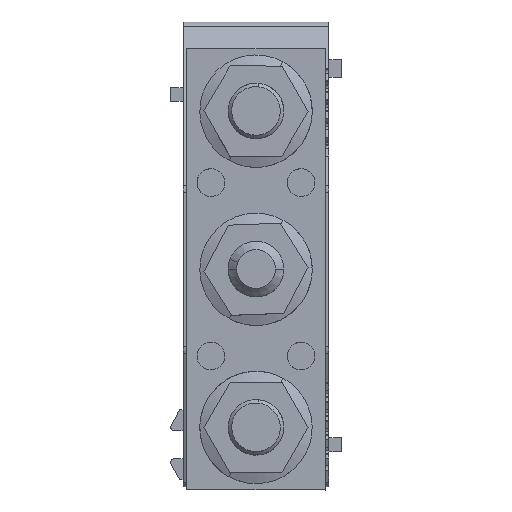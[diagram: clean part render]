
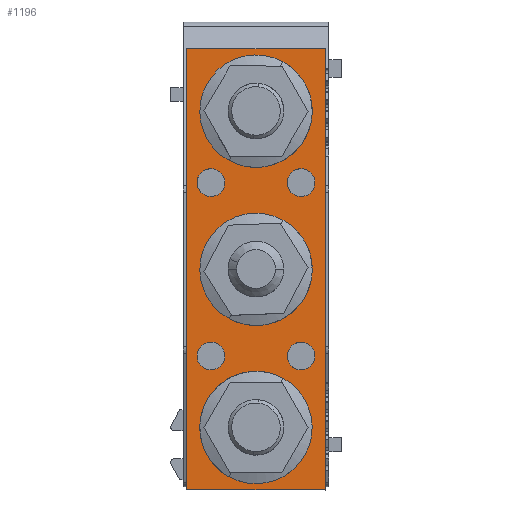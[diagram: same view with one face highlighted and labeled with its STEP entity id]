
A CAD part, top view. The second image highlights one B-rep face of the part: STEP entity #1196.
In plain terms, the highlighted planar face has unit normal (0, 0, 1).
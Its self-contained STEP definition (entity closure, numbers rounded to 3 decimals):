
#922=AXIS2_PLACEMENT_3D('Circle Axis2P3D',#920,#921,$) ;
#990=AXIS2_PLACEMENT_3D('Circle Axis2P3D',#988,#989,$) ;
#1053=AXIS2_PLACEMENT_3D('Circle Axis2P3D',#1051,#1052,$) ;
#1076=AXIS2_PLACEMENT_3D('Plane Axis2P3D',#1073,#1074,#1075) ;
#1114=AXIS2_PLACEMENT_3D('Circle Axis2P3D',#1112,#1113,$) ;
#1123=AXIS2_PLACEMENT_3D('Circle Axis2P3D',#1121,#1122,$) ;
#1132=AXIS2_PLACEMENT_3D('Circle Axis2P3D',#1130,#1131,$) ;
#1141=AXIS2_PLACEMENT_3D('Circle Axis2P3D',#1139,#1140,$) ;
#1150=AXIS2_PLACEMENT_3D('Circle Axis2P3D',#1148,#1149,$) ;
#1159=AXIS2_PLACEMENT_3D('Circle Axis2P3D',#1157,#1158,$) ;
#1168=AXIS2_PLACEMENT_3D('Circle Axis2P3D',#1166,#1167,$) ;
#1177=AXIS2_PLACEMENT_3D('Circle Axis2P3D',#1175,#1176,$) ;
#880=CARTESIAN_POINT('Control Point',(4.841,42.545,36.55)) ;
#881=CARTESIAN_POINT('Control Point',(4.29,42.846,36.55)) ;
#882=CARTESIAN_POINT('Control Point',(3.857,43.364,36.55)) ;
#883=CARTESIAN_POINT('Control Point',(3.659,44.038,36.55)) ;
#884=CARTESIAN_POINT('Control Point',(3.828,45.377,36.55)) ;
#885=CARTESIAN_POINT('Control Point',(4.864,46.243,36.55)) ;
#886=CARTESIAN_POINT('Control Point',(5.538,46.441,36.55)) ;
#887=CARTESIAN_POINT('Control Point',(6.207,46.356,36.55)) ;
#888=CARTESIAN_POINT('Control Point',(6.759,46.055,36.55)) ;
#889=CARTESIAN_POINT('Vertex',(6.759,46.055,36.55)) ;
#891=CARTESIAN_POINT('Vertex',(4.841,42.545,36.55)) ;
#920=CARTESIAN_POINT('Axis2P3D Location',(5.8,44.3,36.55)) ;
#948=CARTESIAN_POINT('Control Point',(17.841,17.545,36.55)) ;
#949=CARTESIAN_POINT('Control Point',(17.29,17.846,36.55)) ;
#950=CARTESIAN_POINT('Control Point',(16.857,18.364,36.55)) ;
#951=CARTESIAN_POINT('Control Point',(16.659,19.038,36.55)) ;
#952=CARTESIAN_POINT('Control Point',(16.828,20.377,36.55)) ;
#953=CARTESIAN_POINT('Control Point',(17.864,21.243,36.55)) ;
#954=CARTESIAN_POINT('Control Point',(18.538,21.441,36.55)) ;
#955=CARTESIAN_POINT('Control Point',(19.207,21.356,36.55)) ;
#956=CARTESIAN_POINT('Control Point',(19.759,21.055,36.55)) ;
#957=CARTESIAN_POINT('Vertex',(19.759,21.055,36.55)) ;
#959=CARTESIAN_POINT('Vertex',(17.841,17.545,36.55)) ;
#988=CARTESIAN_POINT('Axis2P3D Location',(18.8,19.3,36.55)) ;
#1011=CARTESIAN_POINT('Control Point',(17.841,42.545,36.55)) ;
#1012=CARTESIAN_POINT('Control Point',(17.29,42.846,36.55)) ;
#1013=CARTESIAN_POINT('Control Point',(16.857,43.364,36.55)) ;
#1014=CARTESIAN_POINT('Control Point',(16.659,44.038,36.55)) ;
#1015=CARTESIAN_POINT('Control Point',(16.828,45.377,36.55)) ;
#1016=CARTESIAN_POINT('Control Point',(17.864,46.243,36.55)) ;
#1017=CARTESIAN_POINT('Control Point',(18.538,46.441,36.55)) ;
#1018=CARTESIAN_POINT('Control Point',(19.207,46.356,36.55)) ;
#1019=CARTESIAN_POINT('Control Point',(19.759,46.055,36.55)) ;
#1020=CARTESIAN_POINT('Vertex',(19.759,46.055,36.55)) ;
#1022=CARTESIAN_POINT('Vertex',(17.841,42.545,36.55)) ;
#1051=CARTESIAN_POINT('Axis2P3D Location',(18.8,44.3,36.55)) ;
#1073=CARTESIAN_POINT('Axis2P3D Location',(12.3,31.8,36.55)) ;
#1078=CARTESIAN_POINT('Line Origine',(22.3,31.8,36.55)) ;
#1082=CARTESIAN_POINT('Vertex',(22.3,0.,36.55)) ;
#1084=CARTESIAN_POINT('Vertex',(22.3,63.6,36.55)) ;
#1087=CARTESIAN_POINT('Line Origine',(12.3,63.6,36.55)) ;
#1091=CARTESIAN_POINT('Vertex',(2.3,63.6,36.55)) ;
#1094=CARTESIAN_POINT('Line Origine',(2.3,31.8,36.55)) ;
#1098=CARTESIAN_POINT('Vertex',(2.3,0.,36.55)) ;
#1101=CARTESIAN_POINT('Line Origine',(12.3,0.,36.55)) ;
#1112=CARTESIAN_POINT('Axis2P3D Location',(12.3,54.6,36.55)) ;
#1116=CARTESIAN_POINT('Vertex',(16.183,61.708,36.55)) ;
#1118=CARTESIAN_POINT('Vertex',(8.417,47.492,36.55)) ;
#1121=CARTESIAN_POINT('Axis2P3D Location',(12.3,54.6,36.55)) ;
#1130=CARTESIAN_POINT('Axis2P3D Location',(12.3,9.,36.55)) ;
#1134=CARTESIAN_POINT('Vertex',(16.183,16.108,36.55)) ;
#1136=CARTESIAN_POINT('Vertex',(8.417,1.892,36.55)) ;
#1139=CARTESIAN_POINT('Axis2P3D Location',(12.3,9.,36.55)) ;
#1148=CARTESIAN_POINT('Axis2P3D Location',(12.3,31.8,36.55)) ;
#1152=CARTESIAN_POINT('Vertex',(16.183,38.908,36.55)) ;
#1154=CARTESIAN_POINT('Vertex',(8.417,24.692,36.55)) ;
#1157=CARTESIAN_POINT('Axis2P3D Location',(12.3,31.8,36.55)) ;
#1166=CARTESIAN_POINT('Axis2P3D Location',(5.8,19.3,36.55)) ;
#1170=CARTESIAN_POINT('Vertex',(4.841,17.545,36.55)) ;
#1172=CARTESIAN_POINT('Vertex',(6.759,21.055,36.55)) ;
#1175=CARTESIAN_POINT('Axis2P3D Location',(5.8,19.3,36.55)) ;
#921=DIRECTION('Axis2P3D Direction',(0.,0.,-1.)) ;
#989=DIRECTION('Axis2P3D Direction',(0.,0.,-1.)) ;
#1052=DIRECTION('Axis2P3D Direction',(0.,0.,-1.)) ;
#1074=DIRECTION('Axis2P3D Direction',(0.,0.,1.)) ;
#1075=DIRECTION('Axis2P3D XDirection',(0.,-1.,0.)) ;
#1079=DIRECTION('Vector Direction',(0.,-1.,0.)) ;
#1088=DIRECTION('Vector Direction',(1.,0.,0.)) ;
#1095=DIRECTION('Vector Direction',(0.,1.,0.)) ;
#1102=DIRECTION('Vector Direction',(-1.,0.,0.)) ;
#1113=DIRECTION('Axis2P3D Direction',(0.,0.,1.)) ;
#1122=DIRECTION('Axis2P3D Direction',(0.,0.,1.)) ;
#1131=DIRECTION('Axis2P3D Direction',(0.,0.,1.)) ;
#1140=DIRECTION('Axis2P3D Direction',(0.,0.,1.)) ;
#1149=DIRECTION('Axis2P3D Direction',(0.,0.,1.)) ;
#1158=DIRECTION('Axis2P3D Direction',(0.,0.,1.)) ;
#1167=DIRECTION('Axis2P3D Direction',(0.,0.,1.)) ;
#1176=DIRECTION('Axis2P3D Direction',(0.,0.,1.)) ;
#1080=VECTOR('Line Direction',#1079,1.) ;
#1089=VECTOR('Line Direction',#1088,1.) ;
#1096=VECTOR('Line Direction',#1095,1.) ;
#1103=VECTOR('Line Direction',#1102,1.) ;
#1107=ORIENTED_EDGE('',*,*,#1086,.T.) ;
#1108=ORIENTED_EDGE('',*,*,#1093,.T.) ;
#1109=ORIENTED_EDGE('',*,*,#1100,.T.) ;
#1110=ORIENTED_EDGE('',*,*,#1105,.T.) ;
#1127=ORIENTED_EDGE('',*,*,#1120,.T.) ;
#1128=ORIENTED_EDGE('',*,*,#1125,.T.) ;
#1145=ORIENTED_EDGE('',*,*,#1138,.T.) ;
#1146=ORIENTED_EDGE('',*,*,#1143,.T.) ;
#1163=ORIENTED_EDGE('',*,*,#1156,.T.) ;
#1164=ORIENTED_EDGE('',*,*,#1161,.T.) ;
#1181=ORIENTED_EDGE('',*,*,#1174,.F.) ;
#1182=ORIENTED_EDGE('',*,*,#1179,.F.) ;
#1185=ORIENTED_EDGE('',*,*,#893,.F.) ;
#1186=ORIENTED_EDGE('',*,*,#924,.F.) ;
#1189=ORIENTED_EDGE('',*,*,#961,.F.) ;
#1190=ORIENTED_EDGE('',*,*,#992,.F.) ;
#1193=ORIENTED_EDGE('',*,*,#1024,.F.) ;
#1194=ORIENTED_EDGE('',*,*,#1055,.F.) ;
#1129=FACE_BOUND('',#1126,.T.) ;
#1147=FACE_BOUND('',#1144,.T.) ;
#1165=FACE_BOUND('',#1162,.T.) ;
#1183=FACE_BOUND('',#1180,.T.) ;
#1187=FACE_BOUND('',#1184,.T.) ;
#1191=FACE_BOUND('',#1188,.T.) ;
#1195=FACE_BOUND('',#1192,.T.) ;
#1196=ADVANCED_FACE('Brep With Voids',(#1111,#1129,#1147,#1165,#1183,#1187,#1191,#1195),#1077,.T.) ;
#879=B_SPLINE_CURVE_WITH_KNOTS('',5,(#880,#881,#882,#883,#884,#885,#886,#887,#888),.UNSPECIFIED.,.F.,.U.,(6,3,6),(-3.142,0.,3.142),.UNSPECIFIED.) ;
#947=B_SPLINE_CURVE_WITH_KNOTS('',5,(#948,#949,#950,#951,#952,#953,#954,#955,#956),.UNSPECIFIED.,.F.,.U.,(6,3,6),(-3.142,0.,3.142),.UNSPECIFIED.) ;
#1010=B_SPLINE_CURVE_WITH_KNOTS('',5,(#1011,#1012,#1013,#1014,#1015,#1016,#1017,#1018,#1019),.UNSPECIFIED.,.F.,.U.,(6,3,6),(-3.142,0.,3.142),.UNSPECIFIED.) ;
#923=CIRCLE('generated circle',#922,2.) ;
#991=CIRCLE('generated circle',#990,2.) ;
#1054=CIRCLE('generated circle',#1053,2.) ;
#1115=CIRCLE('generated circle',#1114,8.1) ;
#1124=CIRCLE('generated circle',#1123,8.1) ;
#1133=CIRCLE('generated circle',#1132,8.1) ;
#1142=CIRCLE('generated circle',#1141,8.1) ;
#1151=CIRCLE('generated circle',#1150,8.1) ;
#1160=CIRCLE('generated circle',#1159,8.1) ;
#1169=CIRCLE('generated circle',#1168,2.) ;
#1178=CIRCLE('generated circle',#1177,2.) ;
#893=EDGE_CURVE('',#890,#892,#879,.F.) ;
#924=EDGE_CURVE('',#892,#890,#923,.F.) ;
#961=EDGE_CURVE('',#958,#960,#947,.F.) ;
#992=EDGE_CURVE('',#960,#958,#991,.F.) ;
#1024=EDGE_CURVE('',#1021,#1023,#1010,.F.) ;
#1055=EDGE_CURVE('',#1023,#1021,#1054,.F.) ;
#1086=EDGE_CURVE('',#1083,#1085,#1081,.F.) ;
#1093=EDGE_CURVE('',#1085,#1092,#1090,.F.) ;
#1100=EDGE_CURVE('',#1092,#1099,#1097,.F.) ;
#1105=EDGE_CURVE('',#1099,#1083,#1104,.F.) ;
#1120=EDGE_CURVE('',#1117,#1119,#1115,.F.) ;
#1125=EDGE_CURVE('',#1119,#1117,#1124,.F.) ;
#1138=EDGE_CURVE('',#1135,#1137,#1133,.F.) ;
#1143=EDGE_CURVE('',#1137,#1135,#1142,.F.) ;
#1156=EDGE_CURVE('',#1153,#1155,#1151,.F.) ;
#1161=EDGE_CURVE('',#1155,#1153,#1160,.F.) ;
#1174=EDGE_CURVE('',#1171,#1173,#1169,.T.) ;
#1179=EDGE_CURVE('',#1173,#1171,#1178,.T.) ;
#1106=EDGE_LOOP('',(#1107,#1108,#1109,#1110)) ;
#1126=EDGE_LOOP('',(#1127,#1128)) ;
#1144=EDGE_LOOP('',(#1145,#1146)) ;
#1162=EDGE_LOOP('',(#1163,#1164)) ;
#1180=EDGE_LOOP('',(#1181,#1182)) ;
#1184=EDGE_LOOP('',(#1185,#1186)) ;
#1188=EDGE_LOOP('',(#1189,#1190)) ;
#1192=EDGE_LOOP('',(#1193,#1194)) ;
#1111=FACE_OUTER_BOUND('',#1106,.T.) ;
#1081=LINE('Line',#1078,#1080) ;
#1090=LINE('Line',#1087,#1089) ;
#1097=LINE('Line',#1094,#1096) ;
#1104=LINE('Line',#1101,#1103) ;
#1077=PLANE('',#1076) ;
#890=VERTEX_POINT('',#889) ;
#892=VERTEX_POINT('',#891) ;
#958=VERTEX_POINT('',#957) ;
#960=VERTEX_POINT('',#959) ;
#1021=VERTEX_POINT('',#1020) ;
#1023=VERTEX_POINT('',#1022) ;
#1083=VERTEX_POINT('',#1082) ;
#1085=VERTEX_POINT('',#1084) ;
#1092=VERTEX_POINT('',#1091) ;
#1099=VERTEX_POINT('',#1098) ;
#1117=VERTEX_POINT('',#1116) ;
#1119=VERTEX_POINT('',#1118) ;
#1135=VERTEX_POINT('',#1134) ;
#1137=VERTEX_POINT('',#1136) ;
#1153=VERTEX_POINT('',#1152) ;
#1155=VERTEX_POINT('',#1154) ;
#1171=VERTEX_POINT('',#1170) ;
#1173=VERTEX_POINT('',#1172) ;
